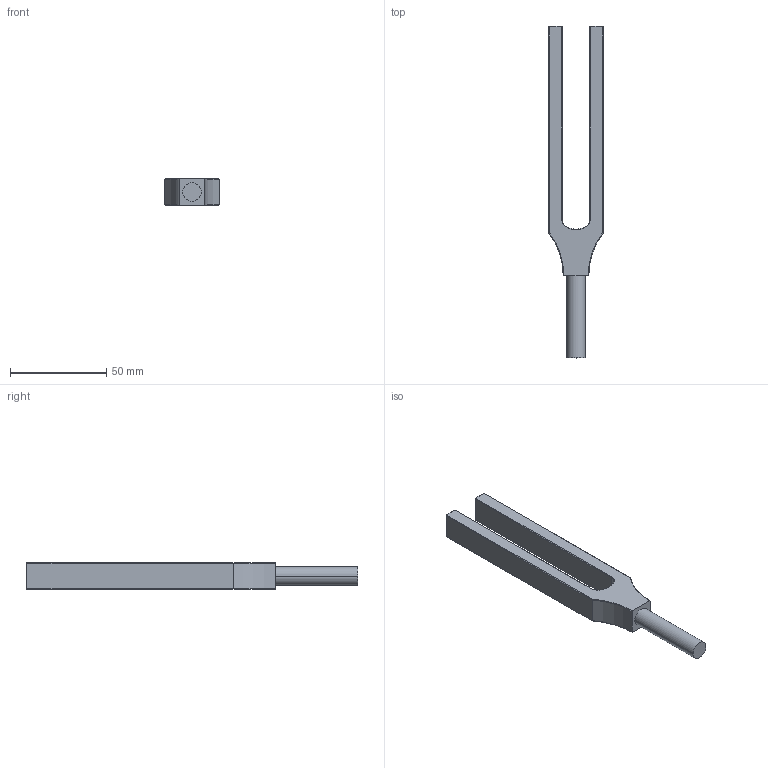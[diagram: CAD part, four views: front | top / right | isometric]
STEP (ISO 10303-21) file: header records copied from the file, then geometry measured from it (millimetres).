
FILE_DESCRIPTION (( 'STEP AP203' ), '1' );
FILE_NAME ('Stimmgabel 440 Schule.STEP', '2016-06-28T21:45:39', ( '' ), ( '' ), 'SwSTEP 2.0', 'SolidWorks 2014', '' );
FILE_SCHEMA (( 'CONFIG_CONTROL_DESIGN' ));
Length unit declared in the file: metre
Products named in the file (1): Stimmgabel 440 Schule
Bounding box: 28.15 x 172.3 x 13.77 mm (x, y, z)
Volume: 29345.2 mm3; surface area: 11935.7 mm2
Topology: 1 solids, 1 shells, 51 faces, 116 edges, 68 vertices
Faces by surface type: plane 22, cone 18, cylinder 11
Entity records: 1487 total; most frequent: DIRECTION 256, CARTESIAN_POINT 248, ORIENTED_EDGE 232, EDGE_CURVE 116, AXIS2_PLACEMENT_3D 92, LINE 72, VECTOR 72, VERTEX_POINT 68
